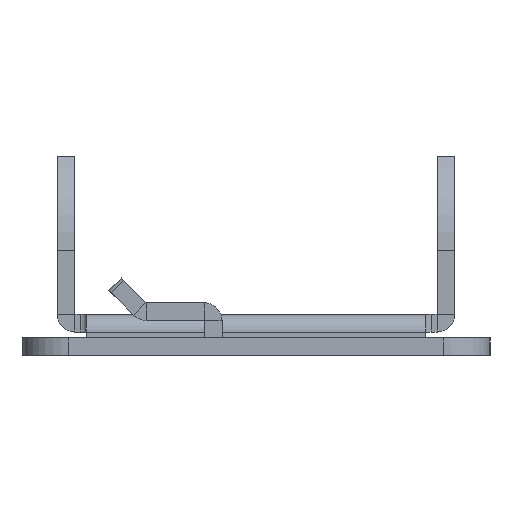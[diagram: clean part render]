
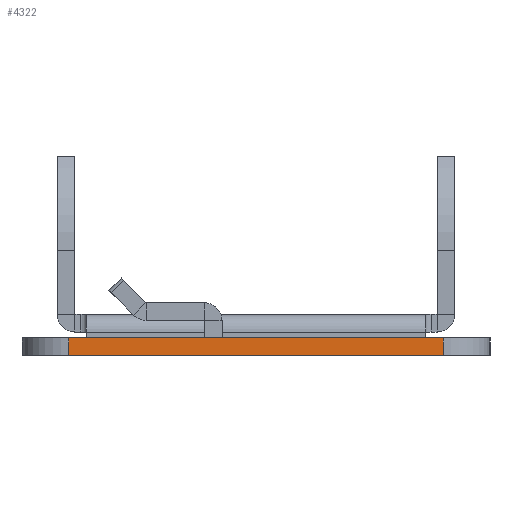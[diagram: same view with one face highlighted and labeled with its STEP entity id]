
A CAD part, left-side view. The second image highlights one B-rep face of the part: STEP entity #4322.
In plain terms, the highlighted planar face has unit normal (-1, 0, 0).
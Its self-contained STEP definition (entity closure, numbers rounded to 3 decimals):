
#170 = EDGE_CURVE ( 'NONE', #3290, #3274, #6556, .T. ) ;
#175 = EDGE_CURVE ( 'NONE', #3144, #3291, #6559, .T. ) ;
#581 = EDGE_CURVE ( 'NONE', #3274, #3144, #5149, .T. ) ;
#599 = EDGE_CURVE ( 'NONE', #3291, #3290, #5186, .T. ) ;
#2207 = CARTESIAN_POINT ( 'NONE',  ( -175.01, 20., -2. ) ) ;
#2208 = DIRECTION ( 'NONE',  ( 0., -1., 0. ) ) ;
#2248 = CARTESIAN_POINT ( 'NONE',  ( -175.01, -14.49, -0.5 ) ) ;
#2249 = DIRECTION ( 'NONE',  ( 0., 1., 0. ) ) ;
#2594 = CARTESIAN_POINT ( 'NONE',  ( -175.01, -16., -2. ) ) ;
#2724 = CARTESIAN_POINT ( 'NONE',  ( -175.01, 16., -2. ) ) ;
#2740 = CARTESIAN_POINT ( 'NONE',  ( -175.01, 16., -0.5 ) ) ;
#2741 = CARTESIAN_POINT ( 'NONE',  ( -175.01, -16., -0.5 ) ) ;
#2986 = CARTESIAN_POINT ( 'NONE',  ( -175.01, -20., -2. ) ) ;
#2991 = PLANE ( 'NONE',  #6397 ) ;
#2995 = DIRECTION ( 'NONE',  ( -1., 0., 0. ) ) ;
#3144 = VERTEX_POINT ( 'NONE', #2594 ) ;
#3274 = VERTEX_POINT ( 'NONE', #2724 ) ;
#3290 = VERTEX_POINT ( 'NONE', #2740 ) ;
#3291 = VERTEX_POINT ( 'NONE', #2741 ) ;
#3693 = CARTESIAN_POINT ( 'NONE',  ( -175.01, 16., -2. ) ) ;
#3694 = DIRECTION ( 'NONE',  ( 0., 0., -1. ) ) ;
#3704 = CARTESIAN_POINT ( 'NONE',  ( -175.01, -16., -0.5 ) ) ;
#3705 = DIRECTION ( 'NONE',  ( 0., 0., 1. ) ) ;
#4259 = DIRECTION ( 'NONE',  ( 0., 0., 1. ) ) ;
#4322 = ADVANCED_FACE ( 'NONE', ( #5424 ), #2991, .T. ) ;
#4545 = EDGE_LOOP ( 'NONE', ( #5724, #5725, #5726, #5727 ) ) ;
#5149 = LINE ( 'NONE', #2207, #5153 ) ;
#5153 = VECTOR ( 'NONE', #2208, 1000. ) ;
#5186 = LINE ( 'NONE', #2248, #5187 ) ;
#5187 = VECTOR ( 'NONE', #2249, 1000. ) ;
#5424 = FACE_OUTER_BOUND ( 'NONE', #4545, .T. ) ;
#5724 = ORIENTED_EDGE ( 'NONE', *, *, #599, .T. ) ;
#5725 = ORIENTED_EDGE ( 'NONE', *, *, #170, .T. ) ;
#5726 = ORIENTED_EDGE ( 'NONE', *, *, #581, .T. ) ;
#5727 = ORIENTED_EDGE ( 'NONE', *, *, #175, .T. ) ;
#6397 = AXIS2_PLACEMENT_3D ( 'NONE', #2986, #2995, #4259 ) ;
#6555 = VECTOR ( 'NONE', #3705, 1000. ) ;
#6556 = LINE ( 'NONE', #3693, #6557 ) ;
#6557 = VECTOR ( 'NONE', #3694, 1000. ) ;
#6559 = LINE ( 'NONE', #3704, #6555 ) ;
